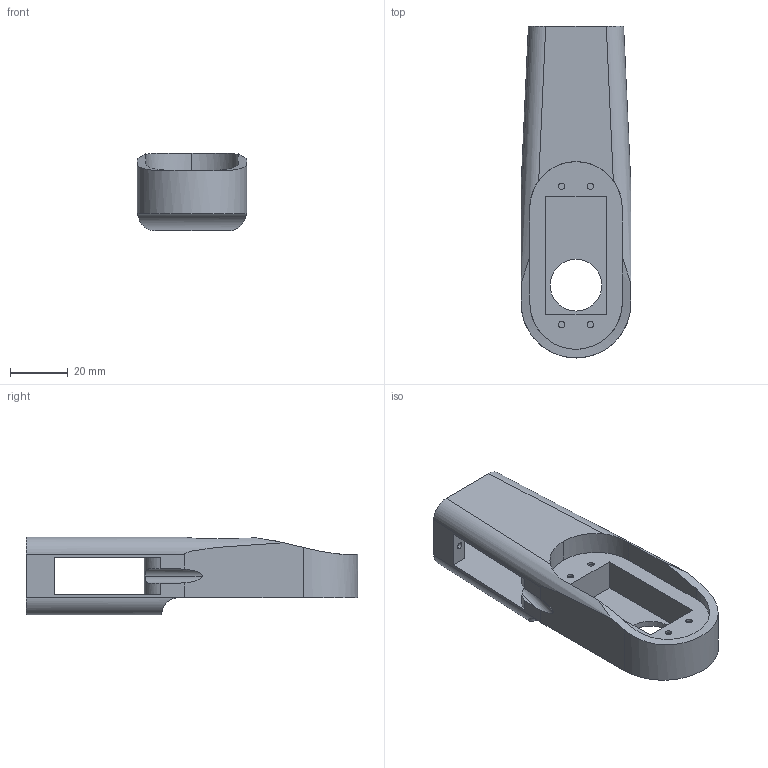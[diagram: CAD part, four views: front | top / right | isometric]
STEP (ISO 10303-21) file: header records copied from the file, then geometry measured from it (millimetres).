
FILE_DESCRIPTION (( 'STEP AP203' ), '1' );
FILE_NAME ('Arm 02 v3_Default_sldprt.STEP', '2024-04-27T00:26:47', ( '' ), ( '' ), 'SwSTEP 2.0', 'SolidWorks 2022', '' );
FILE_SCHEMA (( 'CONFIG_CONTROL_DESIGN' ));
Length unit declared in the file: millimetre
Products named in the file (1): Arm 02 v3_Default_sldprt
Bounding box: 38 x 115 x 27 mm (x, y, z)
Volume: 50268.9 mm3; surface area: 19079.6 mm2
Topology: 1 solids, 1 shells, 81 faces, 205 edges, 134 vertices
Faces by surface type: plane 41, cylinder 39, bspline 1
Entity records: 2763 total; most frequent: CARTESIAN_POINT 739, ORIENTED_EDGE 410, DIRECTION 399, EDGE_CURVE 205, AXIS2_PLACEMENT_3D 145, VERTEX_POINT 134, LINE 109, VECTOR 109
